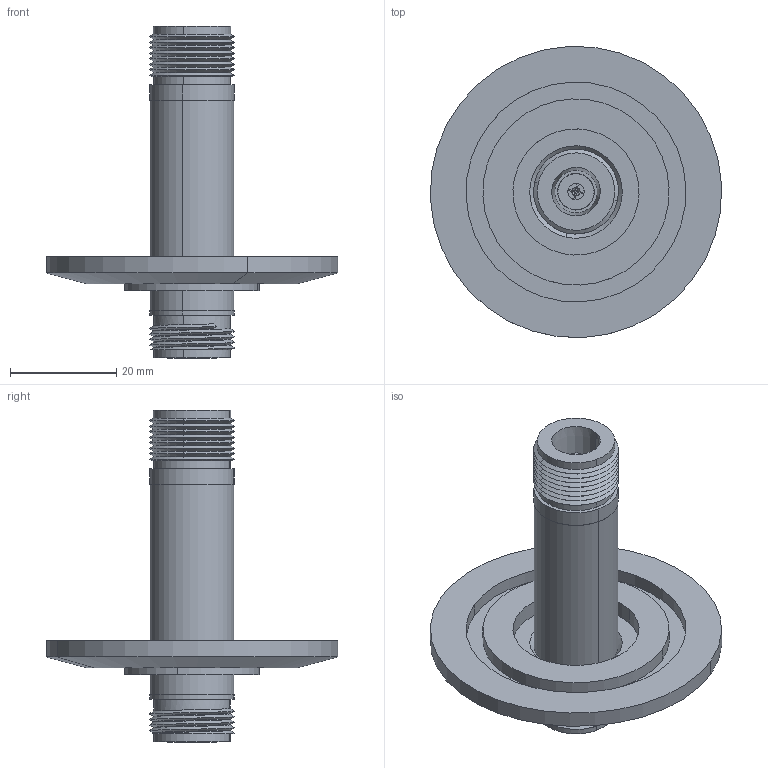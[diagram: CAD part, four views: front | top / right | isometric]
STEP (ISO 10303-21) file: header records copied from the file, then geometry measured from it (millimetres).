
FILE_DESCRIPTION (( 'STEP AP203' ), '1' );
FILE_NAME ('A2604-1-QF.STEP', '2011-10-18T12:37:07', ( '' ), ( '' ), 'SwSTEP 2.0', 'SolidWorks 2011', '' );
FILE_SCHEMA (( 'CONFIG_CONTROL_DESIGN' ));
Length unit declared in the file: inch
Products named in the file (1): A2604-1-QF
Bounding box: 54.81 x 54.81 x 62.48 mm (x, y, z)
Volume: 15816.5 mm3; surface area: 15089.1 mm2
Topology: 1 solids, 1 shells, 225 faces, 546 edges, 348 vertices
Faces by surface type: cylinder 89, cone 65, plane 63, bspline 8
Entity records: 7335 total; most frequent: CARTESIAN_POINT 1874, DIRECTION 1220, ORIENTED_EDGE 1084, EDGE_CURVE 542, AXIS2_PLACEMENT_3D 503, VERTEX_POINT 348, CIRCLE 285, EDGE_LOOP 254
